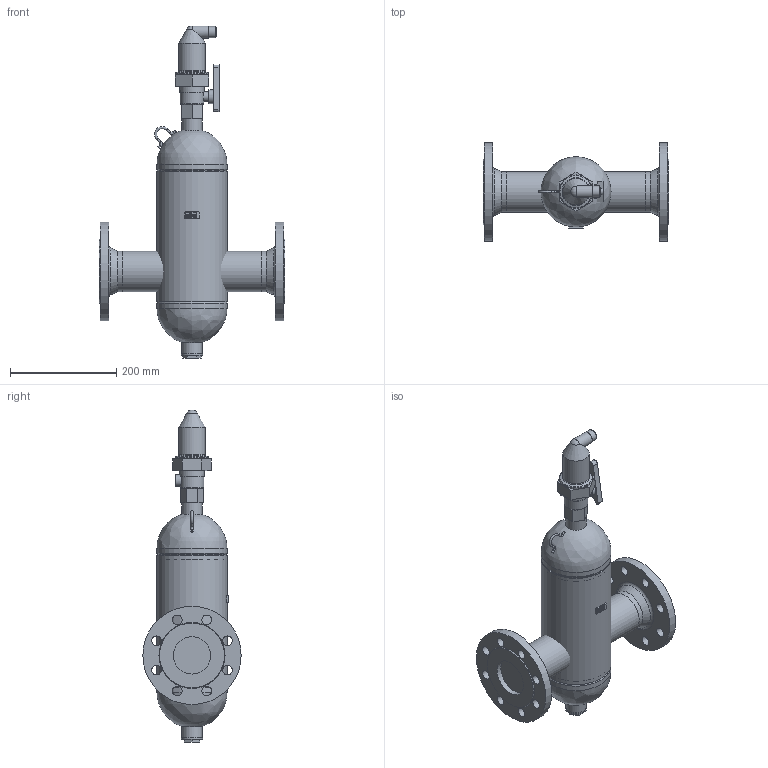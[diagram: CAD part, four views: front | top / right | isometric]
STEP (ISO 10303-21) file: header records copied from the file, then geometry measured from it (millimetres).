
FILE_DESCRIPTION(/* description */ (''),/* implementation_level */ '2;1');
FILE_NAME(/* name */ '3d_ExvoidA65-8251348.stp',/* time_stamp */ '2024-04-23T10:37:50+02:00',/* author */ ('Andrzej'),/* organization */ (''),/* preprocessor_version */ 'ST-DEVELOPER v16.13',/* originating_system */ 'AutoCAD Mechanical',/* authorisation */ '');
FILE_SCHEMA (('AUTOMOTIVE_DESIGN { 1 0 10303 214 3 1 1 }'));
Length unit declared in the file: millimetre
Products named in the file (1): Product
Bounding box: 350 x 185 x 625 mm (x, y, z)
Volume: 7764785.9 mm3; surface area: 506523.9 mm2
Topology: 18 solids, 18 shells, 316 faces, 768 edges, 504 vertices
Faces by surface type: plane 171, cylinder 124, cone 11, torus 7, bspline 2, sphere 1
Full cylindrical faces by diameter (mm): 4 x4, 16.662 x1, 17.2 x1, 18 x17, 21.3 x1, 22 x1, 23 x1, 26 x1, 38 x2, 40 x1, 45 x1, 46 x1, 50 x1, 63 x1, 70.3 x2, 76.1 x3, 129.4 x2, 132 x3, 185 x2
Entity records: 9412 total; most frequent: CARTESIAN_POINT 1915, DIRECTION 1596, ORIENTED_EDGE 1422, EDGE_CURVE 711, AXIS2_PLACEMENT_3D 589, VERTEX_POINT 495, LINE 418, VECTOR 418
